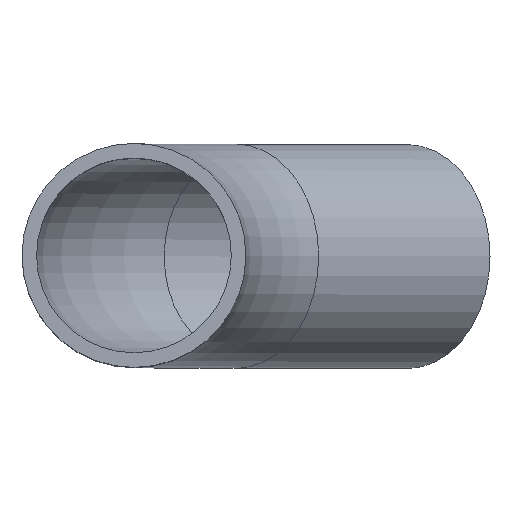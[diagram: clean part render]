
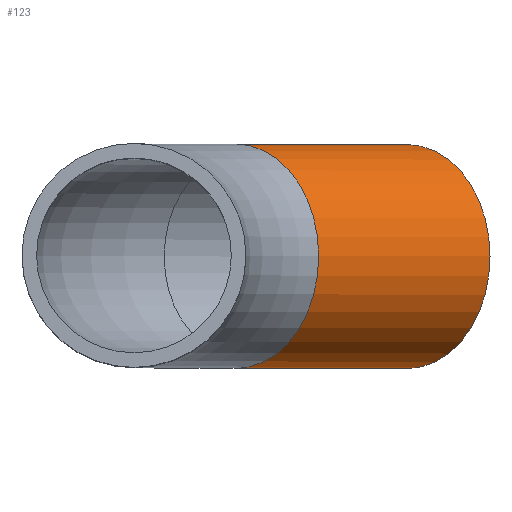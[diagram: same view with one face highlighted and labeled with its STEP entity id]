
A CAD part, top view. The second image highlights one B-rep face of the part: STEP entity #123.
In plain terms, the highlighted cylindrical face has radius 11.5 mm (diameter 23 mm), a full revolution.
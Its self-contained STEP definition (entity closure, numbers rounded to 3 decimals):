
#96=CARTESIAN_POINT('',(10.487,0.0,-27.0));
#97=DIRECTION('',(0.675,0.0,-0.738));
#98=DIRECTION('',(0.738,0.0,0.675));
#99=AXIS2_PLACEMENT_3D('',#96,#97,#98);
#100=CYLINDRICAL_SURFACE('',#99,11.5);
#101=CARTESIAN_POINT('',(19.595,0.,-53.992));
#102=VERTEX_POINT('',#101);
#103=CARTESIAN_POINT('',(28.08,0.0,-46.23));
#104=DIRECTION('',(-0.675,0.0,0.738));
#105=DIRECTION('',(0.738,0.0,0.675));
#106=AXIS2_PLACEMENT_3D('',#103,#104,#105);
#107=CIRCLE('',#106,11.5);
#108=EDGE_CURVE('',#102,#102,#107,.T.);
#109=ORIENTED_EDGE('',*,*,#108,.T.);
#110=EDGE_LOOP('',(#109));
#111=FACE_OUTER_BOUND('',#110,.T.);
#112=CARTESIAN_POINT('',(2.002,0.,-34.763));
#113=VERTEX_POINT('',#112);
#114=CARTESIAN_POINT('',(10.487,0.0,-27.0));
#115=DIRECTION('',(-0.675,0.0,0.738));
#116=DIRECTION('',(-0.738,0.0,-0.675));
#117=AXIS2_PLACEMENT_3D('',#114,#115,#116);
#118=CIRCLE('',#117,11.5);
#119=EDGE_CURVE('',#113,#113,#118,.T.);
#120=ORIENTED_EDGE('',*,*,#119,.F.);
#121=EDGE_LOOP('',(#120));
#122=FACE_BOUND('',#121,.T.);
#123=ADVANCED_FACE('',(#111,#122),#100,.T.);
